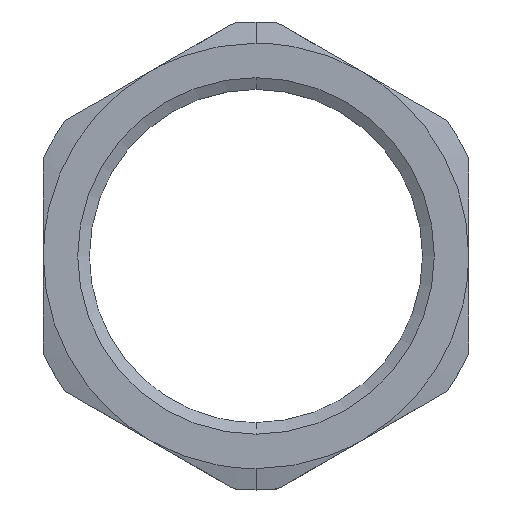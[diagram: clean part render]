
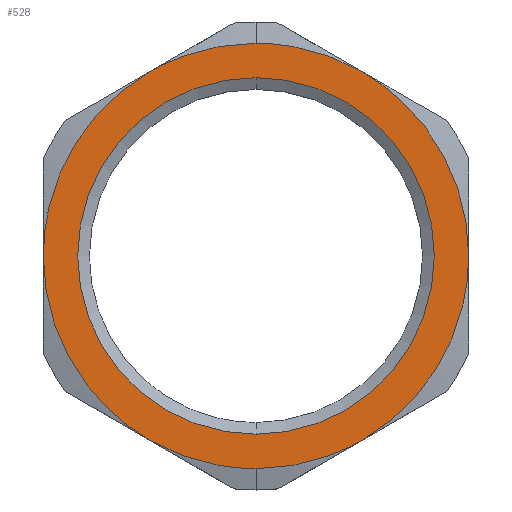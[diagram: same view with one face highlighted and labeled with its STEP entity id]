
A CAD part, top view. The second image highlights one B-rep face of the part: STEP entity #528.
In plain terms, the highlighted planar face has unit normal (0, 0, 1).
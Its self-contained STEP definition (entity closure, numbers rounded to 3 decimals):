
#194=AXIS2_PLACEMENT_3D('Circle Axis2P3D',#192,#193,$) ;
#213=AXIS2_PLACEMENT_3D('Circle Axis2P3D',#211,#212,$) ;
#396=AXIS2_PLACEMENT_3D('Plane Axis2P3D',#393,#394,#395) ;
#182=CARTESIAN_POINT('Vertex',(15.,3.925,3.5)) ;
#189=CARTESIAN_POINT('Vertex',(15.,29.075,3.5)) ;
#192=CARTESIAN_POINT('Axis2P3D Location',(15.,16.5,3.5)) ;
#211=CARTESIAN_POINT('Axis2P3D Location',(15.,16.5,3.5)) ;
#393=CARTESIAN_POINT('Axis2P3D Location',(0.,7.84,3.5)) ;
#399=CARTESIAN_POINT('Control Point',(7.5,29.49,3.5)) ;
#400=CARTESIAN_POINT('Control Point',(6.185,28.731,3.5)) ;
#401=CARTESIAN_POINT('Control Point',(4.967,27.806,3.5)) ;
#402=CARTESIAN_POINT('Control Point',(3.872,26.731,3.5)) ;
#403=CARTESIAN_POINT('Control Point',(1.979,24.327,3.5)) ;
#404=CARTESIAN_POINT('Control Point',(0.744,21.527,3.5)) ;
#405=CARTESIAN_POINT('Control Point',(0.308,20.056,3.5)) ;
#406=CARTESIAN_POINT('Control Point',(0.046,18.441,3.5)) ;
#407=CARTESIAN_POINT('Control Point',(0.003,16.817,3.5)) ;
#408=CARTESIAN_POINT('Control Point',(0.001,16.712,3.5)) ;
#409=CARTESIAN_POINT('Control Point',(0.,16.606,3.5)) ;
#410=CARTESIAN_POINT('Control Point',(0.,16.5,3.5)) ;
#411=CARTESIAN_POINT('Vertex',(7.5,29.49,3.5)) ;
#413=CARTESIAN_POINT('Vertex',(0.,16.5,3.5)) ;
#417=CARTESIAN_POINT('Control Point',(0.,16.5,3.5)) ;
#418=CARTESIAN_POINT('Control Point',(0.,14.982,3.5)) ;
#419=CARTESIAN_POINT('Control Point',(0.192,13.464,3.5)) ;
#420=CARTESIAN_POINT('Control Point',(0.576,11.979,3.5)) ;
#421=CARTESIAN_POINT('Control Point',(1.711,9.137,3.5)) ;
#422=CARTESIAN_POINT('Control Point',(3.519,6.668,3.5)) ;
#423=CARTESIAN_POINT('Control Point',(4.575,5.555,3.5)) ;
#424=CARTESIAN_POINT('Control Point',(5.842,4.52,3.5)) ;
#425=CARTESIAN_POINT('Control Point',(7.227,3.671,3.5)) ;
#426=CARTESIAN_POINT('Control Point',(7.317,3.616,3.5)) ;
#427=CARTESIAN_POINT('Control Point',(7.408,3.563,3.5)) ;
#428=CARTESIAN_POINT('Control Point',(7.5,3.51,3.5)) ;
#429=CARTESIAN_POINT('Vertex',(7.5,3.51,3.5)) ;
#433=CARTESIAN_POINT('Control Point',(7.5,3.51,3.5)) ;
#434=CARTESIAN_POINT('Control Point',(8.815,2.751,3.5)) ;
#435=CARTESIAN_POINT('Control Point',(10.225,2.158,3.5)) ;
#436=CARTESIAN_POINT('Control Point',(11.704,1.748,3.5)) ;
#437=CARTESIAN_POINT('Control Point',(13.271,1.521,3.5)) ;
#438=CARTESIAN_POINT('Control Point',(14.841,1.501,3.5)) ;
#439=CARTESIAN_POINT('Control Point',(14.894,1.5,3.5)) ;
#440=CARTESIAN_POINT('Control Point',(14.947,1.5,3.5)) ;
#441=CARTESIAN_POINT('Control Point',(15.,1.5,3.5)) ;
#442=CARTESIAN_POINT('Vertex',(15.,1.5,3.5)) ;
#446=CARTESIAN_POINT('Control Point',(15.,1.5,3.5)) ;
#447=CARTESIAN_POINT('Control Point',(16.518,1.5,3.5)) ;
#448=CARTESIAN_POINT('Control Point',(18.036,1.692,3.5)) ;
#449=CARTESIAN_POINT('Control Point',(19.521,2.076,3.5)) ;
#450=CARTESIAN_POINT('Control Point',(20.992,2.664,3.5)) ;
#451=CARTESIAN_POINT('Control Point',(22.362,3.431,3.5)) ;
#452=CARTESIAN_POINT('Control Point',(22.408,3.457,3.5)) ;
#453=CARTESIAN_POINT('Control Point',(22.454,3.483,3.5)) ;
#454=CARTESIAN_POINT('Control Point',(22.5,3.51,3.5)) ;
#455=CARTESIAN_POINT('Vertex',(22.5,3.51,3.5)) ;
#459=CARTESIAN_POINT('Control Point',(22.5,3.51,3.5)) ;
#460=CARTESIAN_POINT('Control Point',(23.815,4.269,3.5)) ;
#461=CARTESIAN_POINT('Control Point',(25.033,5.194,3.5)) ;
#462=CARTESIAN_POINT('Control Point',(26.128,6.269,3.5)) ;
#463=CARTESIAN_POINT('Control Point',(28.021,8.673,3.5)) ;
#464=CARTESIAN_POINT('Control Point',(29.256,11.473,3.5)) ;
#465=CARTESIAN_POINT('Control Point',(29.692,12.944,3.5)) ;
#466=CARTESIAN_POINT('Control Point',(29.954,14.559,3.5)) ;
#467=CARTESIAN_POINT('Control Point',(29.997,16.183,3.5)) ;
#468=CARTESIAN_POINT('Control Point',(29.999,16.288,3.5)) ;
#469=CARTESIAN_POINT('Control Point',(30.,16.394,3.5)) ;
#470=CARTESIAN_POINT('Control Point',(30.,16.5,3.5)) ;
#471=CARTESIAN_POINT('Vertex',(30.,16.5,3.5)) ;
#475=CARTESIAN_POINT('Control Point',(30.,16.5,3.5)) ;
#476=CARTESIAN_POINT('Control Point',(30.,18.018,3.5)) ;
#477=CARTESIAN_POINT('Control Point',(29.808,19.536,3.5)) ;
#478=CARTESIAN_POINT('Control Point',(29.424,21.021,3.5)) ;
#479=CARTESIAN_POINT('Control Point',(28.289,23.863,3.5)) ;
#480=CARTESIAN_POINT('Control Point',(26.481,26.332,3.5)) ;
#481=CARTESIAN_POINT('Control Point',(25.425,27.445,3.5)) ;
#482=CARTESIAN_POINT('Control Point',(24.158,28.48,3.5)) ;
#483=CARTESIAN_POINT('Control Point',(22.773,29.329,3.5)) ;
#484=CARTESIAN_POINT('Control Point',(22.683,29.384,3.5)) ;
#485=CARTESIAN_POINT('Control Point',(22.592,29.437,3.5)) ;
#486=CARTESIAN_POINT('Control Point',(22.5,29.49,3.5)) ;
#487=CARTESIAN_POINT('Vertex',(22.5,29.49,3.5)) ;
#491=CARTESIAN_POINT('Control Point',(22.5,29.49,3.5)) ;
#492=CARTESIAN_POINT('Control Point',(21.185,30.249,3.5)) ;
#493=CARTESIAN_POINT('Control Point',(19.775,30.842,3.5)) ;
#494=CARTESIAN_POINT('Control Point',(18.296,31.252,3.5)) ;
#495=CARTESIAN_POINT('Control Point',(16.729,31.479,3.5)) ;
#496=CARTESIAN_POINT('Control Point',(15.159,31.499,3.5)) ;
#497=CARTESIAN_POINT('Control Point',(15.106,31.5,3.5)) ;
#498=CARTESIAN_POINT('Control Point',(15.053,31.5,3.5)) ;
#499=CARTESIAN_POINT('Control Point',(15.,31.5,3.5)) ;
#500=CARTESIAN_POINT('Vertex',(15.,31.5,3.5)) ;
#504=CARTESIAN_POINT('Control Point',(15.,31.5,3.5)) ;
#505=CARTESIAN_POINT('Control Point',(13.535,31.5,3.5)) ;
#506=CARTESIAN_POINT('Control Point',(12.07,31.321,3.5)) ;
#507=CARTESIAN_POINT('Control Point',(10.634,30.963,3.5)) ;
#508=CARTESIAN_POINT('Control Point',(9.157,30.396,3.5)) ;
#509=CARTESIAN_POINT('Control Point',(7.776,29.647,3.5)) ;
#510=CARTESIAN_POINT('Control Point',(7.684,29.595,3.5)) ;
#511=CARTESIAN_POINT('Control Point',(7.592,29.543,3.5)) ;
#512=CARTESIAN_POINT('Control Point',(7.5,29.49,3.5)) ;
#193=DIRECTION('Axis2P3D Direction',(0.,0.,1.)) ;
#212=DIRECTION('Axis2P3D Direction',(0.,0.,1.)) ;
#394=DIRECTION('Axis2P3D Direction',(0.,0.,-1.)) ;
#395=DIRECTION('Axis2P3D XDirection',(-1.,0.,0.)) ;
#515=ORIENTED_EDGE('',*,*,#415,.T.) ;
#516=ORIENTED_EDGE('',*,*,#431,.T.) ;
#517=ORIENTED_EDGE('',*,*,#444,.T.) ;
#518=ORIENTED_EDGE('',*,*,#457,.T.) ;
#519=ORIENTED_EDGE('',*,*,#473,.T.) ;
#520=ORIENTED_EDGE('',*,*,#489,.T.) ;
#521=ORIENTED_EDGE('',*,*,#502,.T.) ;
#522=ORIENTED_EDGE('',*,*,#513,.T.) ;
#525=ORIENTED_EDGE('',*,*,#196,.F.) ;
#526=ORIENTED_EDGE('',*,*,#215,.F.) ;
#527=FACE_BOUND('',#524,.T.) ;
#528=ADVANCED_FACE('Schnitt-Rotation1',(#523,#527),#397,.F.) ;
#398=B_SPLINE_CURVE_WITH_KNOTS('',5,(#399,#400,#401,#402,#403,#404,#405,#406,#407,#408,#409,#410),.UNSPECIFIED.,.F.,.U.,(6,3,3,6),(0.,10.733,21.466,22.214),.UNSPECIFIED.) ;
#416=B_SPLINE_CURVE_WITH_KNOTS('',5,(#417,#418,#419,#420,#421,#422,#423,#424,#425,#426,#427,#428),.UNSPECIFIED.,.F.,.U.,(6,3,3,6),(0.,10.733,21.466,22.214),.UNSPECIFIED.) ;
#432=B_SPLINE_CURVE_WITH_KNOTS('',5,(#433,#434,#435,#436,#437,#438,#439,#440,#441),.UNSPECIFIED.,.F.,.U.,(6,3,6),(0.,10.733,11.107),.UNSPECIFIED.) ;
#445=B_SPLINE_CURVE_WITH_KNOTS('',5,(#446,#447,#448,#449,#450,#451,#452,#453,#454),.UNSPECIFIED.,.F.,.U.,(6,3,6),(0.,10.733,11.107),.UNSPECIFIED.) ;
#458=B_SPLINE_CURVE_WITH_KNOTS('',5,(#459,#460,#461,#462,#463,#464,#465,#466,#467,#468,#469,#470),.UNSPECIFIED.,.F.,.U.,(6,3,3,6),(0.,10.733,21.466,22.214),.UNSPECIFIED.) ;
#474=B_SPLINE_CURVE_WITH_KNOTS('',5,(#475,#476,#477,#478,#479,#480,#481,#482,#483,#484,#485,#486),.UNSPECIFIED.,.F.,.U.,(6,3,3,6),(0.,10.733,21.466,22.214),.UNSPECIFIED.) ;
#490=B_SPLINE_CURVE_WITH_KNOTS('',5,(#491,#492,#493,#494,#495,#496,#497,#498,#499),.UNSPECIFIED.,.F.,.U.,(6,3,6),(0.,10.733,11.107),.UNSPECIFIED.) ;
#503=B_SPLINE_CURVE_WITH_KNOTS('',5,(#504,#505,#506,#507,#508,#509,#510,#511,#512),.UNSPECIFIED.,.F.,.U.,(6,3,6),(11.107,21.466,22.214),.UNSPECIFIED.) ;
#195=CIRCLE('generated circle',#194,12.575) ;
#214=CIRCLE('generated circle',#213,12.575) ;
#196=EDGE_CURVE('',#190,#183,#195,.T.) ;
#215=EDGE_CURVE('',#183,#190,#214,.T.) ;
#415=EDGE_CURVE('',#412,#414,#398,.T.) ;
#431=EDGE_CURVE('',#414,#430,#416,.T.) ;
#444=EDGE_CURVE('',#430,#443,#432,.T.) ;
#457=EDGE_CURVE('',#443,#456,#445,.T.) ;
#473=EDGE_CURVE('',#456,#472,#458,.T.) ;
#489=EDGE_CURVE('',#472,#488,#474,.T.) ;
#502=EDGE_CURVE('',#488,#501,#490,.T.) ;
#513=EDGE_CURVE('',#501,#412,#503,.T.) ;
#514=EDGE_LOOP('',(#515,#516,#517,#518,#519,#520,#521,#522)) ;
#524=EDGE_LOOP('',(#525,#526)) ;
#523=FACE_OUTER_BOUND('',#514,.T.) ;
#397=PLANE('',#396) ;
#183=VERTEX_POINT('',#182) ;
#190=VERTEX_POINT('',#189) ;
#412=VERTEX_POINT('',#411) ;
#414=VERTEX_POINT('',#413) ;
#430=VERTEX_POINT('',#429) ;
#443=VERTEX_POINT('',#442) ;
#456=VERTEX_POINT('',#455) ;
#472=VERTEX_POINT('',#471) ;
#488=VERTEX_POINT('',#487) ;
#501=VERTEX_POINT('',#500) ;
